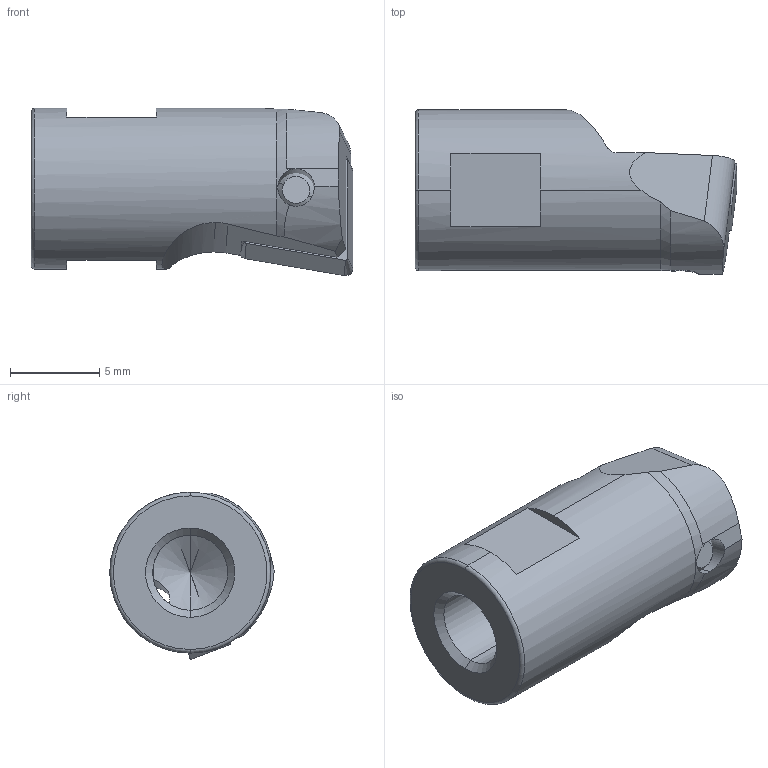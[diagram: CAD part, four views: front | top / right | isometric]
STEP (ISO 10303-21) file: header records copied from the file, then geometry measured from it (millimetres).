
FILE_DESCRIPTION (( 'STEP AP203' ), '1' );
FILE_NAME ('HS5-A10.K11.018.STEP', '2017-11-10T07:48:26', ( 'SWIAdmin' ), ( 'Hewlett-Packard Company' ), 'SwSTEP 2.0', 'SolidWorks 2017', '' );
FILE_SCHEMA (( 'CONFIG_CONTROL_DESIGN' ));
Length unit declared in the file: millimetre
Products named in the file (4): HS5-A10.K11.018_D; WCA-ER2.001.005_B; CCMT060204; HS5-A10.K11.018
Assembly tree (3 placements, depth 2):
  HS5-A10.K11.018
    HS5-A10.K11.018_D
    WCA-ER2.001.005_B
    CCMT060204
Bounding box: 18 x 9.21 x 9.37 mm (x, y, z)
Volume: 751.5 mm3; surface area: 904.5 mm2
Topology: 3 solids, 3 shells, 130 faces, 339 edges, 208 vertices
Faces by surface type: plane 40, cylinder 39, cone 27, bspline 12, torus 10, sphere 2
Entity records: 4687 total; most frequent: CARTESIAN_POINT 1278, ORIENTED_EDGE 666, DIRECTION 601, EDGE_CURVE 333, AXIS2_PLACEMENT_3D 235, VERTEX_POINT 208, EDGE_LOOP 135, LINE 131
